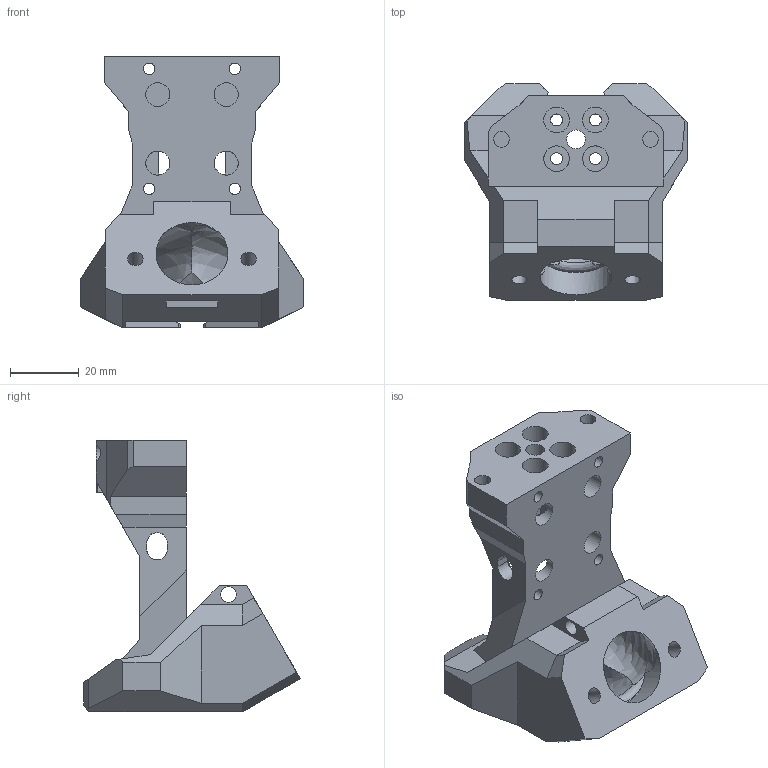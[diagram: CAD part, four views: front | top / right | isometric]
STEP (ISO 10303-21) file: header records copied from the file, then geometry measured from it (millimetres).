
FILE_DESCRIPTION(/* description */ ('STEP AP242 Edition 2','CAx-IF Rec.Pracs.---Representation and Presentation of Product Manufacturing Information (PMI)---4.0---2014-10-13','CAx-IF Rec.Pracs.---3D Tessellated Geometry---0.4---2014-09-14','2;1','CAx-IF Rec.Pracs.---User Defined Attributes---1.5---2016-08-15'),/* implementation_level */ '2;1');
FILE_NAME(/* name */ '698bb40f29c0c03d10a7af53',/* time_stamp */ '2026-02-10T22:41:19Z',/* author */ (''),/* organization */ (''),/* preprocessor_version */ 'ST-DEVELOPER v20',/* originating_system */ 'ONSHAPE BY PTC INC, 1.210',/* authorisation */ ' ');
FILE_SCHEMA (('AP242_MANAGED_MODEL_BASED_3D_ENGINEERING_MIM_LF { 1 0 10303 442 3 1 4 }'));
Length unit declared in the file: metre
Products named in the file (1): Part 1
Bounding box: 64.98 x 63.22 x 79.35 mm (x, y, z)
Volume: 67288.3 mm3; surface area: 27671.6 mm2
Topology: 1 solids, 1 shells, 199 faces, 577 edges, 380 vertices
Faces by surface type: plane 136, cylinder 53, bspline 8, torus 2
Full cylindrical faces by diameter (mm): 3.4 x4, 3.5 x4, 4.5 x7, 4.6 x2, 5.5 x3, 7 x4, 7.5 x4
Entity records: 9327 total; most frequent: CARTESIAN_POINT 4271, ORIENTED_EDGE 1054, DIRECTION 961, EDGE_CURVE 527, VERTEX_POINT 361, LINE 349, VECTOR 349, AXIS2_PLACEMENT_3D 306
